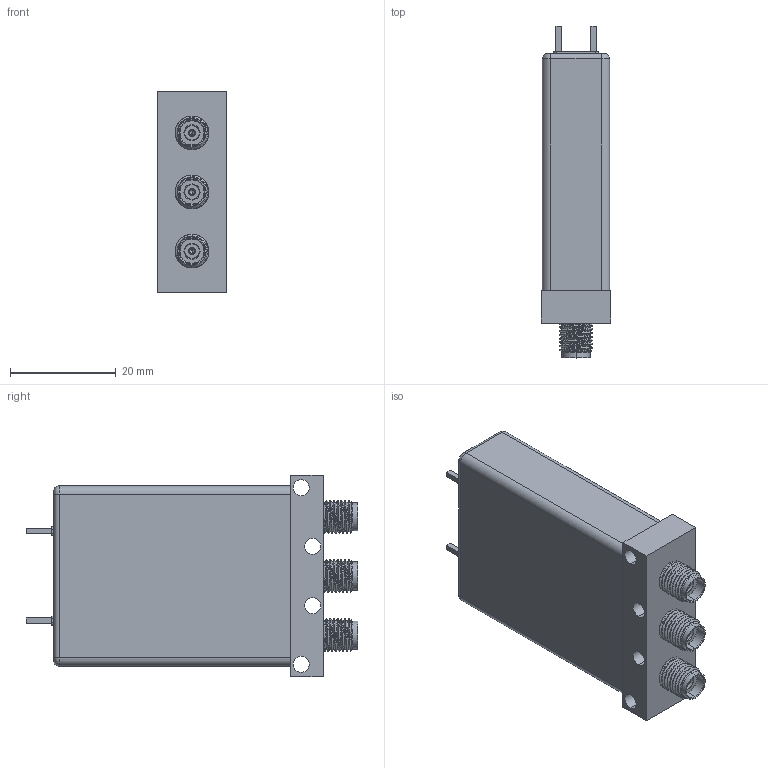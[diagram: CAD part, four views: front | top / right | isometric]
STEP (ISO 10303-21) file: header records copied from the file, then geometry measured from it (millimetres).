
FILE_DESCRIPTION (( 'STEP AP203' ), '1' );
FILE_NAME ('PE71S6479_3D.STEP', '2022-05-04T20:18:34', ( '' ), ( '' ), 'SwSTEP 2.0', 'SolidWorks 2021', '' );
FILE_SCHEMA (( 'CONFIG_CONTROL_DESIGN' ));
Length unit declared in the file: inch
Products named in the file (6): K16029002^K12-FDQT00 Rev.1(2)_PE71S6479; K12021003_defeature^K12-FDQT00 Rev.1(2)_PE71S6479; A12061001A-TWO-e360^K12-FDQT00 Rev.1(2)_PE71S6479; R040022-e360_3PIN^K12-FDQT00 Rev.1(2)_PE71S6479; PE71S6479_3D; K12-FDQT00 Rev.1(2)^PE71S6479
Assembly tree (8 placements, depth 3):
  PE71S6479_3D
    K12-FDQT00 Rev.1(2)^PE71S6479
      K12021003_defeature^K12-FDQT00 Rev.1(2)_PE71S6479
      K16029002^K12-FDQT00 Rev.1(2)_PE71S6479  x3
      R040022-e360_3PIN^K12-FDQT00 Rev.1(2)_PE71S6479  x2
      A12061001A-TWO-e360^K12-FDQT00 Rev.1(2)_PE71S6479
Bounding box: 13.21 x 62.66 x 38.1 mm (x, y, z)
Volume: 5635.8 mm3; surface area: 13161.6 mm2
Topology: 19 solids, 19 shells, 957 faces, 2463 edges, 1617 vertices
Faces by surface type: plane 545, cylinder 217, bspline 121, cone 42, torus 32
Entity records: 30826 total; most frequent: CARTESIAN_POINT 14068, ORIENTED_EDGE 3546, DIRECTION 2855, EDGE_CURVE 1773, VECTOR 1265, LINE 1265, VERTEX_POINT 1171, AXIS2_PLACEMENT_3D 795
